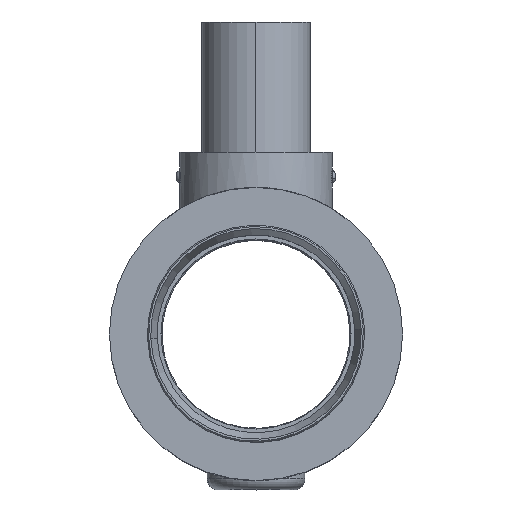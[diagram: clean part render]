
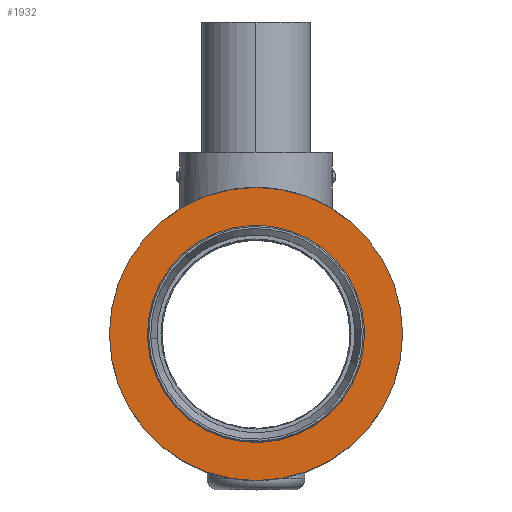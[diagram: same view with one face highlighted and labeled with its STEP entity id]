
A CAD part, top view. The second image highlights one B-rep face of the part: STEP entity #1932.
In plain terms, the highlighted planar face has unit normal (0, 0, 1).
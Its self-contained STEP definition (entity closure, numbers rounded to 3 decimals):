
#438 = PLANE ( 'NONE',  #14670 ) ;
#1409 = EDGE_LOOP ( 'NONE', ( #15832, #3592 ) ) ;
#1467 = VERTEX_POINT ( 'NONE', #16932 ) ;
#1932 = ADVANCED_FACE ( 'NONE', ( #9315, #16750 ), #438, .T. ) ;
#3384 = EDGE_CURVE ( 'NONE', #1467, #6218, #19348, .T. ) ;
#3592 = ORIENTED_EDGE ( 'NONE', *, *, #3683, .F. ) ;
#3683 = EDGE_CURVE ( 'NONE', #16876, #6033, #4569, .T. ) ;
#3777 = DIRECTION ( 'NONE',  ( 0.999, 0.044, 0. ) ) ;
#4569 = CIRCLE ( 'NONE', #18606, 67.5 ) ;
#5234 = AXIS2_PLACEMENT_3D ( 'NONE', #12956, #21964, #3777 ) ;
#5394 = CARTESIAN_POINT ( 'NONE',  ( 154.539, 93.685, 193.986 ) ) ;
#5909 = CARTESIAN_POINT ( 'NONE',  ( 87.039, 93.685, 193.986 ) ) ;
#6033 = VERTEX_POINT ( 'NONE', #5394 ) ;
#6218 = VERTEX_POINT ( 'NONE', #21362 ) ;
#6421 = ORIENTED_EDGE ( 'NONE', *, *, #13056, .F. ) ;
#7073 = DIRECTION ( 'NONE',  ( 1., 0., 0. ) ) ;
#7213 = DIRECTION ( 'NONE',  ( 0., 0., -1. ) ) ;
#7759 = DIRECTION ( 'NONE',  ( 0., 0., 1. ) ) ;
#9276 = CARTESIAN_POINT ( 'NONE',  ( 19.539, 93.685, 193.986 ) ) ;
#9315 = FACE_OUTER_BOUND ( 'NONE', #1409, .T. ) ;
#10273 = DIRECTION ( 'NONE',  ( 1., 0., 0. ) ) ;
#11234 = ORIENTED_EDGE ( 'NONE', *, *, #3384, .F. ) ;
#12148 = DIRECTION ( 'NONE',  ( 0., 0., -1. ) ) ;
#12188 = AXIS2_PLACEMENT_3D ( 'NONE', #5909, #22065, #20461 ) ;
#12551 = EDGE_LOOP ( 'NONE', ( #6421, #11234 ) ) ;
#12956 = CARTESIAN_POINT ( 'NONE',  ( 87.039, 93.685, 193.986 ) ) ;
#13056 = EDGE_CURVE ( 'NONE', #6218, #1467, #17316, .T. ) ;
#13582 = CIRCLE ( 'NONE', #20730, 67.5 ) ;
#14038 = CARTESIAN_POINT ( 'NONE',  ( 87.039, 93.685, 193.986 ) ) ;
#14670 = AXIS2_PLACEMENT_3D ( 'NONE', #18400, #7759, #22199 ) ;
#15832 = ORIENTED_EDGE ( 'NONE', *, *, #17648, .F. ) ;
#16750 = FACE_BOUND ( 'NONE', #12551, .T. ) ;
#16876 = VERTEX_POINT ( 'NONE', #9276 ) ;
#16932 = CARTESIAN_POINT ( 'NONE',  ( 136.99, 95.883, 193.986 ) ) ;
#17316 = CIRCLE ( 'NONE', #5234, 50. ) ;
#17648 = EDGE_CURVE ( 'NONE', #6033, #16876, #13582, .T. ) ;
#18400 = CARTESIAN_POINT ( 'NONE',  ( 84.071, 161.12, 193.986 ) ) ;
#18606 = AXIS2_PLACEMENT_3D ( 'NONE', #14038, #12148, #10273 ) ;
#19348 = CIRCLE ( 'NONE', #12188, 50. ) ;
#19714 = CARTESIAN_POINT ( 'NONE',  ( 87.039, 93.685, 193.986 ) ) ;
#20461 = DIRECTION ( 'NONE',  ( 0.999, 0.044, 0. ) ) ;
#20730 = AXIS2_PLACEMENT_3D ( 'NONE', #19714, #7213, #7073 ) ;
#21362 = CARTESIAN_POINT ( 'NONE',  ( 37.087, 91.486, 193.986 ) ) ;
#21964 = DIRECTION ( 'NONE',  ( 0., 0., 1. ) ) ;
#22065 = DIRECTION ( 'NONE',  ( 0., 0., 1. ) ) ;
#22199 = DIRECTION ( 'NONE',  ( 0.999, 0.044, 0. ) ) ;
